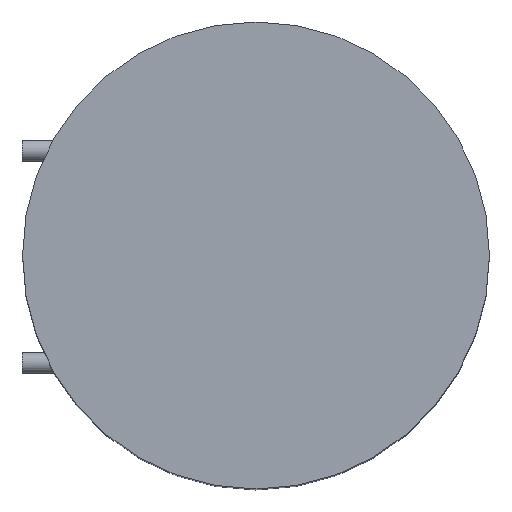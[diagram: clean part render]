
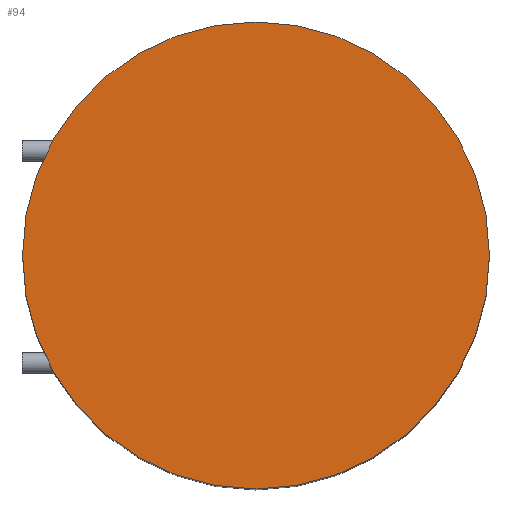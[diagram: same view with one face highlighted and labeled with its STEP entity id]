
A CAD part, top view. The second image highlights one B-rep face of the part: STEP entity #94.
In plain terms, the highlighted planar face has unit normal (0, 0, 1).
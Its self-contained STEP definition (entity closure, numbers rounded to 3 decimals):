
#94=ADVANCED_FACE('',(#213),#215,.T.);
#213=FACE_BOUND('',#214,.T.);
#214=EDGE_LOOP('',(#723));
#215=PLANE('',#216);
#216=AXIS2_PLACEMENT_3D('',#217,#218,#219);
#217=CARTESIAN_POINT('',(0.,0.,27.));
#218=DIRECTION('',(0.,0.,1.));
#219=DIRECTION('',(-1.,0.,0.));
#723=ORIENTED_EDGE('',*,*,#755,.T.);
#755=EDGE_CURVE('',#780,#780,#781,.T.);
#780=VERTEX_POINT('',#893);
#781=CIRCLE('',#894,11.);
#893=CARTESIAN_POINT('',(-11.,0.,27.));
#894=AXIS2_PLACEMENT_3D('',#895,#896,#897);
#895=CARTESIAN_POINT('',(0.,0.,27.));
#896=DIRECTION('',(0.,0.,1.));
#897=DIRECTION('',(-1.,0.,0.));
